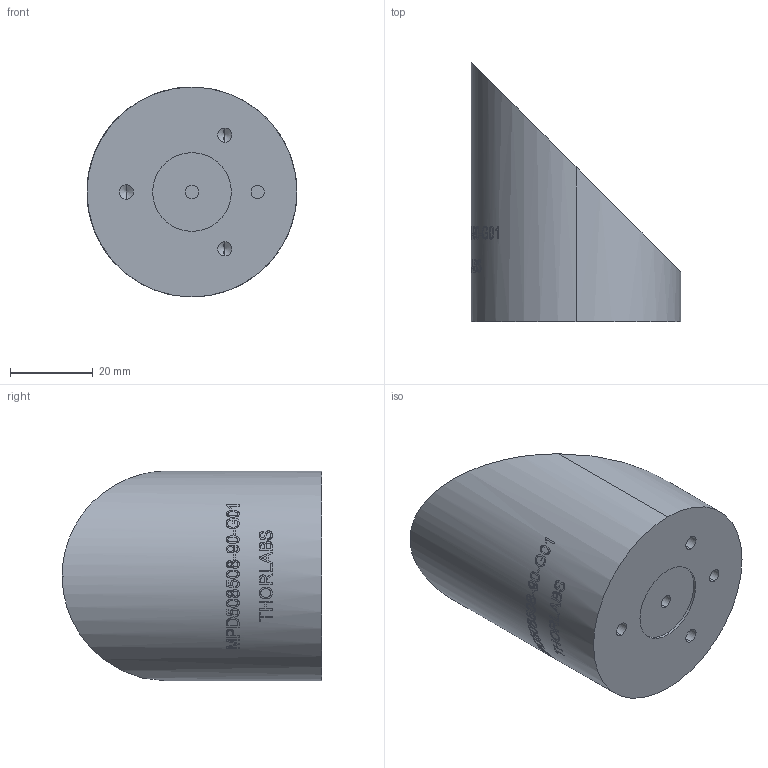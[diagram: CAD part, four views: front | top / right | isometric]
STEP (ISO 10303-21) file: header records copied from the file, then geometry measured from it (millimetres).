
FILE_DESCRIPTION (( 'STEP AP203' ), '1' );
FILE_NAME ('24698-E0W.STEP', '2013-02-22T21:41:17', ( 'Admin' ), ( '' ), 'SwSTEP 2.0', 'SolidWorks 2012', '' );
FILE_SCHEMA (( 'CONFIG_CONTROL_DESIGN' ));
Length unit declared in the file: millimetre
Products named in the file (1): 24698-E0W
Bounding box: 50.8 x 62.8 x 50.8 mm (x, y, z)
Volume: 72082.1 mm3; surface area: 11293.7 mm2
Topology: 1 solids, 1 shells, 66 faces, 349 edges, 325 vertices
Faces by surface type: cylinder 54, cone 6, plane 4, bspline 2
Entity records: 8728 total; most frequent: CARTESIAN_POINT 6029, ORIENTED_EDGE 686, DIRECTION 358, EDGE_CURVE 343, VERTEX_POINT 325, B_SPLINE_CURVE_WITH_KNOTS 199, AXIS2_PLACEMENT_3D 149, EDGE_LOOP 112
